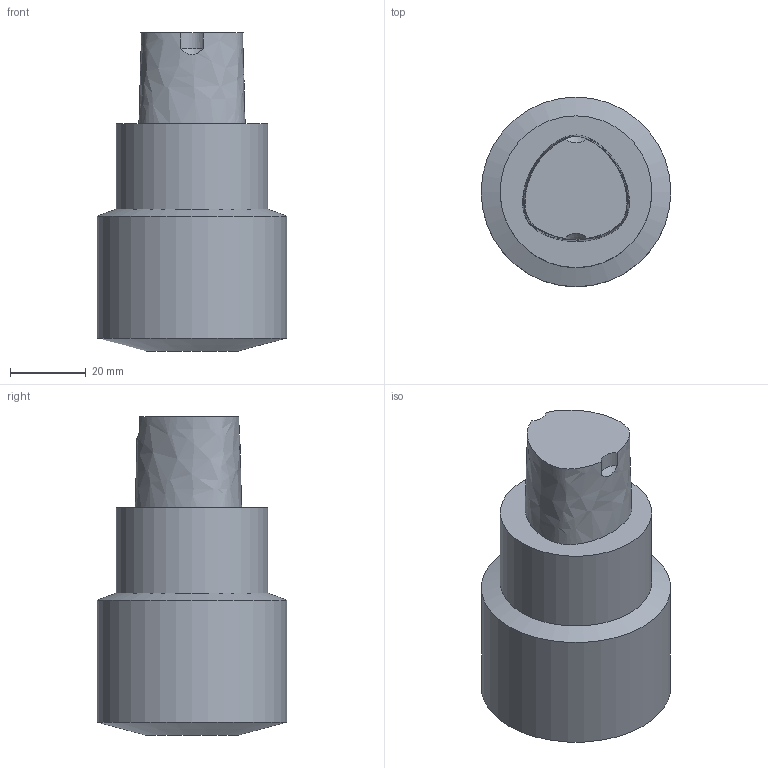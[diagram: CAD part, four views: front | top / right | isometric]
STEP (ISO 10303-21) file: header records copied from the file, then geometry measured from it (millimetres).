
FILE_DESCRIPTION((''),'1');
FILE_NAME('C4-BSL20-60.stp','2022-10-07T03:44:27',(''),(''),'Spatial Interop R21 SP3','Kubotek KeyCreator 2011 V10.0.2 (22737)',' ');
FILE_SCHEMA(('automotive_design'));
Length unit declared in the file: millimetre
Products named in the file (1): 240[2]
Bounding box: 50 x 50 x 84 mm (x, y, z)
Volume: 112249.2 mm3; surface area: 13932.5 mm2
Topology: 1 solids, 1 shells, 12 faces, 25 edges, 16 vertices
Faces by surface type: cone 4, cylinder 4, plane 3, bspline 1
Full cylindrical faces by diameter (mm): 40 x1, 50 x1
Entity records: 1713 total; most frequent: CARTESIAN_POINT 1211, PRESENTATION_STYLE_ASSIGNMENT 47, COLOUR_RGB 47, DIRECTION 42, ORIENTED_EDGE 42, STYLED_ITEM 34, CURVE_STYLE 34, DRAUGHTING_PRE_DEFINED_CURVE_FONT 34
